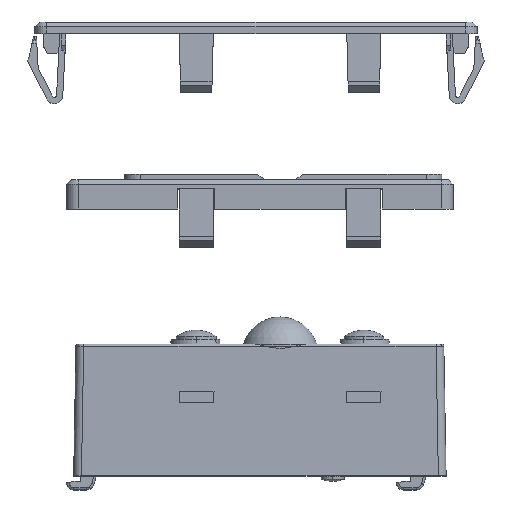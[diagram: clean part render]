
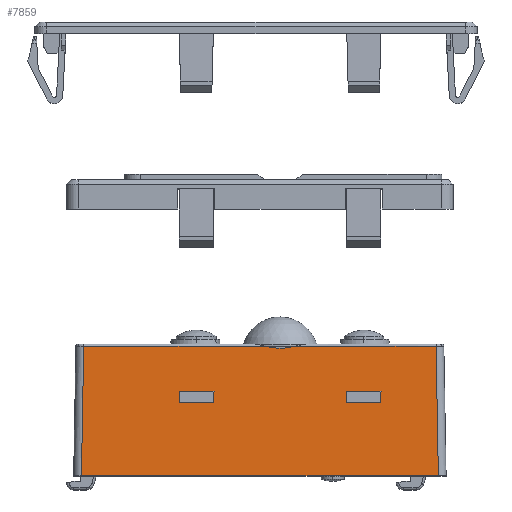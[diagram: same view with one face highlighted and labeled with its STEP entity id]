
A CAD part, top view. The second image highlights one B-rep face of the part: STEP entity #7859.
In plain terms, the highlighted planar face has unit normal (0, 0.018, 1).
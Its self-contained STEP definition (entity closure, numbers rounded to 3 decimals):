
#35 = VERTEX_POINT ( 'NONE', #13108 ) ;
#273 = VECTOR ( 'NONE', #15855, 1000. ) ;
#369 = VECTOR ( 'NONE', #728, 1000. ) ;
#498 = ORIENTED_EDGE ( 'NONE', *, *, #14323, .T. ) ;
#579 = ORIENTED_EDGE ( 'NONE', *, *, #22446, .F. ) ;
#616 = VERTEX_POINT ( 'NONE', #26138 ) ;
#728 = DIRECTION ( 'NONE',  ( 1., 0., 0. ) ) ;
#1152 = CARTESIAN_POINT ( 'NONE',  ( 15.9, 9.4, 7.336 ) ) ;
#1748 = DIRECTION ( 'NONE',  ( 0., 0.017, 1. ) ) ;
#1877 = CARTESIAN_POINT ( 'NONE',  ( 2.6, 16.463, 7.213 ) ) ;
#2238 = ORIENTED_EDGE ( 'NONE', *, *, #10661, .T. ) ;
#2253 = VERTEX_POINT ( 'NONE', #22889 ) ;
#2258 = VERTEX_POINT ( 'NONE', #9790 ) ;
#2524 = EDGE_CURVE ( 'NONE', #14184, #2258, #27626, .T. ) ;
#2603 = EDGE_CURVE ( 'NONE', #19229, #15330, #23562, .T. ) ;
#2728 = DIRECTION ( 'NONE',  ( -1., 0., 0. ) ) ;
#2999 = LINE ( 'NONE', #11885, #13932 ) ;
#3184 = VERTEX_POINT ( 'NONE', #8003 ) ;
#3359 = EDGE_CURVE ( 'NONE', #3184, #17215, #5494, .T. ) ;
#3425 = CARTESIAN_POINT ( 'NONE',  ( 4.502, 16.705, 7.208 ) ) ;
#4524 = EDGE_LOOP ( 'NONE', ( #26323, #5077, #20217, #25784, #12337, #20298, #2238 ) ) ;
#4614 = CARTESIAN_POINT ( 'NONE',  ( 4.502, 16.705, 7.208 ) ) ;
#4664 = VECTOR ( 'NONE', #2728, 1000. ) ;
#4816 = CARTESIAN_POINT ( 'NONE',  ( 11.165, 9.4, 7.336 ) ) ;
#5008 = B_SPLINE_CURVE_WITH_KNOTS ( 'NONE', 3,
 ( #3425, #9802, #5620, #20904 ),
 .UNSPECIFIED., .F., .F.,
 ( 4, 4 ),
 ( 0.001, 0.003 ),
 .UNSPECIFIED. ) ;
#5077 = ORIENTED_EDGE ( 'NONE', *, *, #19393, .T. ) ;
#5494 = LINE ( 'NONE', #17345, #8541 ) ;
#5620 = CARTESIAN_POINT ( 'NONE',  ( 3.249, 16.463, 7.213 ) ) ;
#5769 = EDGE_LOOP ( 'NONE', ( #17890, #498, #20955, #21450 ) ) ;
#5993 = VECTOR ( 'NONE', #23296, 1000. ) ;
#6047 = PLANE ( 'NONE',  #17003 ) ;
#6280 = CARTESIAN_POINT ( 'NONE',  ( -22.709, 16.705, 7.208 ) ) ;
#7859 = ADVANCED_FACE ( 'NONE', ( #14117, #19254, #13434 ), #6047, .T. ) ;
#7987 = EDGE_CURVE ( 'NONE', #616, #20359, #24695, .T. ) ;
#7993 = CARTESIAN_POINT ( 'NONE',  ( -10.357, 9.312, 7.337 ) ) ;
#8003 = CARTESIAN_POINT ( 'NONE',  ( -10.412, 10.9, 7.31 ) ) ;
#8258 = CARTESIAN_POINT ( 'NONE',  ( 1.951, 16.463, 7.213 ) ) ;
#8440 = CARTESIAN_POINT ( 'NONE',  ( 0.698, 16.705, 7.208 ) ) ;
#8498 = CARTESIAN_POINT ( 'NONE',  ( 22.986, 0.82, 7.486 ) ) ;
#8541 = VECTOR ( 'NONE', #23954, 1000. ) ;
#8904 = CARTESIAN_POINT ( 'NONE',  ( -6.315, -0.617, 7.511 ) ) ;
#9430 = CARTESIAN_POINT ( 'NONE',  ( -24., 0., 7.5 ) ) ;
#9553 = B_SPLINE_CURVE_WITH_KNOTS ( 'NONE', 3,
 ( #1877, #8258, #21561, #8440 ),
 .UNSPECIFIED., .F., .F.,
 ( 4, 4 ),
 ( 0.003, 0.005 ),
 .UNSPECIFIED. ) ;
#9555 = CARTESIAN_POINT ( 'NONE',  ( -5.913, 10.9, 7.31 ) ) ;
#9703 = DIRECTION ( 'NONE',  ( 1., 0., 0. ) ) ;
#9790 = CARTESIAN_POINT ( 'NONE',  ( 11.113, 10.9, 7.31 ) ) ;
#9802 = CARTESIAN_POINT ( 'NONE',  ( 3.882, 16.55, 7.211 ) ) ;
#9906 = LINE ( 'NONE', #1152, #21551 ) ;
#9916 = VECTOR ( 'NONE', #24996, 1000. ) ;
#10661 = EDGE_CURVE ( 'NONE', #15330, #616, #12009, .T. ) ;
#10887 = VECTOR ( 'NONE', #11245, 1000. ) ;
#11029 = EDGE_CURVE ( 'NONE', #2258, #23396, #27319, .T. ) ;
#11245 = DIRECTION ( 'NONE',  ( -1., 0., 0. ) ) ;
#11381 = DIRECTION ( 'NONE',  ( -1., 0., 0. ) ) ;
#11400 = EDGE_CURVE ( 'NONE', #17215, #2253, #15677, .T. ) ;
#11437 = CARTESIAN_POINT ( 'NONE',  ( -23., 0., 7.5 ) ) ;
#11885 = CARTESIAN_POINT ( 'NONE',  ( -10.7, 9.4, 7.336 ) ) ;
#12009 = LINE ( 'NONE', #9430, #369 ) ;
#12128 = DIRECTION ( 'NONE',  ( -0.035, -0.999, 0.017 ) ) ;
#12337 = ORIENTED_EDGE ( 'NONE', *, *, #22905, .T. ) ;
#13108 = CARTESIAN_POINT ( 'NONE',  ( 0.698, 16.705, 7.208 ) ) ;
#13434 = FACE_OUTER_BOUND ( 'NONE', #4524, .T. ) ;
#13932 = VECTOR ( 'NONE', #9703, 1000. ) ;
#14117 = FACE_BOUND ( 'NONE', #5769, .T. ) ;
#14184 = VERTEX_POINT ( 'NONE', #26752 ) ;
#14323 = EDGE_CURVE ( 'NONE', #26539, #23396, #9906, .T. ) ;
#14579 = VERTEX_POINT ( 'NONE', #15093 ) ;
#14832 = CARTESIAN_POINT ( 'NONE',  ( -24., 0., 7.5 ) ) ;
#15093 = CARTESIAN_POINT ( 'NONE',  ( 2.6, 16.463, 7.213 ) ) ;
#15330 = VERTEX_POINT ( 'NONE', #11437 ) ;
#15356 = ORIENTED_EDGE ( 'NONE', *, *, #11400, .T. ) ;
#15677 = LINE ( 'NONE', #8904, #25894 ) ;
#15823 = CARTESIAN_POINT ( 'NONE',  ( -24., 16.705, 7.208 ) ) ;
#15855 = DIRECTION ( 'NONE',  ( -0.017, -1., 0.017 ) ) ;
#16443 = DIRECTION ( 'NONE',  ( -1., 0., 0. ) ) ;
#16546 = EDGE_CURVE ( 'NONE', #14184, #26539, #18227, .T. ) ;
#16800 = CARTESIAN_POINT ( 'NONE',  ( -10.36, 9.4, 7.336 ) ) ;
#16882 = ORIENTED_EDGE ( 'NONE', *, *, #20725, .T. ) ;
#16913 = VERTEX_POINT ( 'NONE', #4614 ) ;
#16999 = DIRECTION ( 'NONE',  ( 0., -1., 0.017 ) ) ;
#17003 = AXIS2_PLACEMENT_3D ( 'NONE', #14832, #1748, #16999 ) ;
#17215 = VERTEX_POINT ( 'NONE', #9555 ) ;
#17280 = CARTESIAN_POINT ( 'NONE',  ( 22.709, 16.705, 7.208 ) ) ;
#17345 = CARTESIAN_POINT ( 'NONE',  ( -10.7, 10.9, 7.31 ) ) ;
#17890 = ORIENTED_EDGE ( 'NONE', *, *, #16546, .T. ) ;
#18081 = CARTESIAN_POINT ( 'NONE',  ( 15.56, 9.4, 7.336 ) ) ;
#18227 = LINE ( 'NONE', #18650, #23381 ) ;
#18563 = VERTEX_POINT ( 'NONE', #16800 ) ;
#18650 = CARTESIAN_POINT ( 'NONE',  ( 15.557, 9.312, 7.337 ) ) ;
#18910 = VECTOR ( 'NONE', #26052, 1000. ) ;
#19140 = EDGE_CURVE ( 'NONE', #16913, #14579, #5008, .T. ) ;
#19229 = VERTEX_POINT ( 'NONE', #6280 ) ;
#19254 = FACE_BOUND ( 'NONE', #24688, .T. ) ;
#19393 = EDGE_CURVE ( 'NONE', #20359, #16913, #21394, .T. ) ;
#19695 = ORIENTED_EDGE ( 'NONE', *, *, #3359, .T. ) ;
#19827 = DIRECTION ( 'NONE',  ( -0.035, -0.999, 0.017 ) ) ;
#20217 = ORIENTED_EDGE ( 'NONE', *, *, #19140, .T. ) ;
#20298 = ORIENTED_EDGE ( 'NONE', *, *, #2603, .T. ) ;
#20359 = VERTEX_POINT ( 'NONE', #17280 ) ;
#20725 = EDGE_CURVE ( 'NONE', #18563, #3184, #22747, .T. ) ;
#20904 = CARTESIAN_POINT ( 'NONE',  ( 2.6, 16.463, 7.213 ) ) ;
#20955 = ORIENTED_EDGE ( 'NONE', *, *, #11029, .F. ) ;
#21394 = LINE ( 'NONE', #15823, #4664 ) ;
#21404 = LINE ( 'NONE', #26661, #27174 ) ;
#21450 = ORIENTED_EDGE ( 'NONE', *, *, #2524, .F. ) ;
#21551 = VECTOR ( 'NONE', #16443, 1000. ) ;
#21561 = CARTESIAN_POINT ( 'NONE',  ( 1.318, 16.55, 7.211 ) ) ;
#22446 = EDGE_CURVE ( 'NONE', #18563, #2253, #2999, .T. ) ;
#22747 = LINE ( 'NONE', #7993, #5993 ) ;
#22821 = CARTESIAN_POINT ( 'NONE',  ( 10.891, 17.256, 7.199 ) ) ;
#22889 = CARTESIAN_POINT ( 'NONE',  ( -5.965, 9.4, 7.336 ) ) ;
#22905 = EDGE_CURVE ( 'NONE', #35, #19229, #21404, .T. ) ;
#23296 = DIRECTION ( 'NONE',  ( -0.035, 0.999, -0.017 ) ) ;
#23381 = VECTOR ( 'NONE', #12128, 1000. ) ;
#23396 = VERTEX_POINT ( 'NONE', #4816 ) ;
#23562 = LINE ( 'NONE', #26728, #273 ) ;
#23954 = DIRECTION ( 'NONE',  ( 1., 0., 0. ) ) ;
#24374 = CARTESIAN_POINT ( 'NONE',  ( 15.9, 10.9, 7.31 ) ) ;
#24688 = EDGE_LOOP ( 'NONE', ( #16882, #19695, #15356, #579 ) ) ;
#24695 = LINE ( 'NONE', #8498, #18910 ) ;
#24996 = DIRECTION ( 'NONE',  ( 0.035, -0.999, 0.017 ) ) ;
#25784 = ORIENTED_EDGE ( 'NONE', *, *, #25867, .T. ) ;
#25867 = EDGE_CURVE ( 'NONE', #14579, #35, #9553, .T. ) ;
#25894 = VECTOR ( 'NONE', #19827, 1000. ) ;
#26052 = DIRECTION ( 'NONE',  ( -0.017, 1., -0.017 ) ) ;
#26138 = CARTESIAN_POINT ( 'NONE',  ( 23., 0., 7.5 ) ) ;
#26323 = ORIENTED_EDGE ( 'NONE', *, *, #7987, .T. ) ;
#26539 = VERTEX_POINT ( 'NONE', #18081 ) ;
#26661 = CARTESIAN_POINT ( 'NONE',  ( -24., 16.705, 7.208 ) ) ;
#26728 = CARTESIAN_POINT ( 'NONE',  ( -23., -0.017, 7.5 ) ) ;
#26752 = CARTESIAN_POINT ( 'NONE',  ( 15.612, 10.9, 7.31 ) ) ;
#27174 = VECTOR ( 'NONE', #11381, 1000. ) ;
#27319 = LINE ( 'NONE', #22821, #9916 ) ;
#27626 = LINE ( 'NONE', #24374, #10887 ) ;
